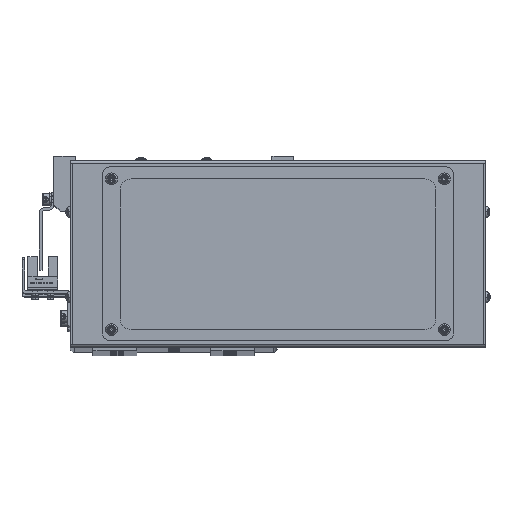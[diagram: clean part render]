
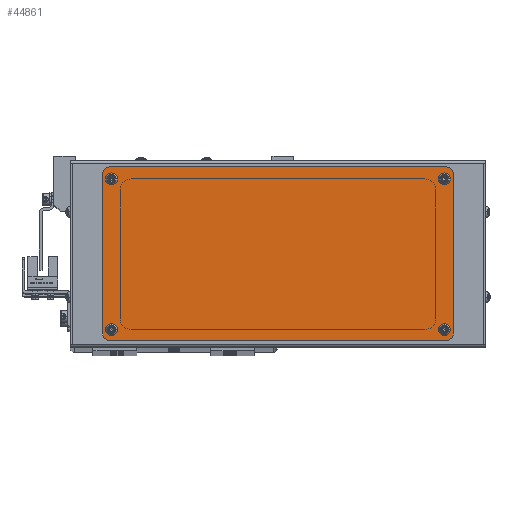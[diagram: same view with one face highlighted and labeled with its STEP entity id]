
A CAD part, top view. The second image highlights one B-rep face of the part: STEP entity #44861.
In plain terms, the highlighted face is planar.
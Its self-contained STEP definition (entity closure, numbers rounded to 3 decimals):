
#1205 = EDGE_CURVE ( 'NONE', #38114, #49972, #56315, .T. ) ;
#2217 = AXIS2_PLACEMENT_3D ( 'NONE', #43738, #7992, #49738 ) ;
#3480 = CARTESIAN_POINT ( 'NONE',  ( 80.25, 36.75, 0. ) ) ;
#3734 = VERTEX_POINT ( 'NONE', #39165 ) ;
#3749 = LINE ( 'NONE', #57568, #49450 ) ;
#5018 = CIRCLE ( 'NONE', #52754, 1.7 ) ;
#5088 = CARTESIAN_POINT ( 'NONE',  ( -80.25, -36.75, 0. ) ) ;
#6900 = CARTESIAN_POINT ( 'NONE',  ( 77.95, 34.25, 0. ) ) ;
#7162 = DIRECTION ( 'NONE',  ( 0., 0., 1. ) ) ;
#7418 = EDGE_CURVE ( 'NONE', #37055, #7782, #15507, .T. ) ;
#7457 = ORIENTED_EDGE ( 'NONE', *, *, #36988, .F. ) ;
#7782 = VERTEX_POINT ( 'NONE', #40009 ) ;
#7992 = DIRECTION ( 'NONE',  ( 0., 0., 1. ) ) ;
#8649 = ORIENTED_EDGE ( 'NONE', *, *, #15257, .F. ) ;
#9033 = VERTEX_POINT ( 'NONE', #10194 ) ;
#10194 = CARTESIAN_POINT ( 'NONE',  ( -77.95, -34.75, 0. ) ) ;
#10407 = AXIS2_PLACEMENT_3D ( 'NONE', #18917, #60585, #24901 ) ;
#11496 = EDGE_CURVE ( 'NONE', #3734, #59605, #26203, .T. ) ;
#11611 = FACE_BOUND ( 'NONE', #52308, .T. ) ;
#12270 = CIRCLE ( 'NONE', #37847, 3. ) ;
#14378 = DIRECTION ( 'NONE',  ( 0., 0., 1. ) ) ;
#14623 = AXIS2_PLACEMENT_3D ( 'NONE', #59342, #23658, #65297 ) ;
#14981 = CARTESIAN_POINT ( 'NONE',  ( 76.25, 34.25, 0. ) ) ;
#15257 = EDGE_CURVE ( 'NONE', #59605, #27196, #58676, .T. ) ;
#15507 = CIRCLE ( 'NONE', #10407, 3. ) ;
#15562 = ORIENTED_EDGE ( 'NONE', *, *, #37786, .T. ) ;
#17806 = ORIENTED_EDGE ( 'NONE', *, *, #30977, .T. ) ;
#18917 = CARTESIAN_POINT ( 'NONE',  ( -77.25, -36.75, 0. ) ) ;
#19092 = DIRECTION ( 'NONE',  ( 0., 0., 1. ) ) ;
#20827 = EDGE_CURVE ( 'NONE', #68622, #63971, #42211, .T. ) ;
#20990 = DIRECTION ( 'NONE',  ( 1., 0., 0. ) ) ;
#22139 = EDGE_CURVE ( 'NONE', #7782, #34152, #3749, .T. ) ;
#23327 = ORIENTED_EDGE ( 'NONE', *, *, #22139, .F. ) ;
#23658 = DIRECTION ( 'NONE',  ( 0., 0., 1. ) ) ;
#23688 = EDGE_CURVE ( 'NONE', #25351, #3734, #47467, .T. ) ;
#24822 = VERTEX_POINT ( 'NONE', #45553 ) ;
#24901 = DIRECTION ( 'NONE',  ( 1., 0., 0. ) ) ;
#25351 = VERTEX_POINT ( 'NONE', #68330 ) ;
#26203 = CIRCLE ( 'NONE', #14623, 3. ) ;
#26621 = CARTESIAN_POINT ( 'NONE',  ( -76.25, -34.75, 0. ) ) ;
#27196 = VERTEX_POINT ( 'NONE', #76587 ) ;
#27523 = CIRCLE ( 'NONE', #69594, 1.7 ) ;
#27818 = EDGE_CURVE ( 'NONE', #68914, #24822, #5018, .T. ) ;
#29943 = EDGE_CURVE ( 'NONE', #27196, #59902, #70774, .T. ) ;
#30304 = CARTESIAN_POINT ( 'NONE',  ( 76.25, -34.75, 0. ) ) ;
#30686 = DIRECTION ( 'NONE',  ( 0., -1., 0. ) ) ;
#30977 = EDGE_CURVE ( 'NONE', #49972, #38114, #66948, .T. ) ;
#32030 = AXIS2_PLACEMENT_3D ( 'NONE', #54794, #19092, #60757 ) ;
#32361 = DIRECTION ( 'NONE',  ( 0., 0., 1. ) ) ;
#32635 = DIRECTION ( 'NONE',  ( 1., 0., 0. ) ) ;
#33270 = EDGE_LOOP ( 'NONE', ( #65404, #8649, #47486, #37849, #7457, #23327, #76881, #61699 ) ) ;
#33385 = AXIS2_PLACEMENT_3D ( 'NONE', #67949, #32361, #73920 ) ;
#33492 = VECTOR ( 'NONE', #45221, 1000. ) ;
#34152 = VERTEX_POINT ( 'NONE', #70074 ) ;
#34190 = DIRECTION ( 'NONE',  ( 0., 0., 1. ) ) ;
#34463 = CIRCLE ( 'NONE', #64462, 1.7 ) ;
#34527 = DIRECTION ( 'NONE',  ( 0., 0., 1. ) ) ;
#34938 = DIRECTION ( 'NONE',  ( 0., 0., 1. ) ) ;
#36300 = DIRECTION ( 'NONE',  ( 1., 0., 0. ) ) ;
#36988 = EDGE_CURVE ( 'NONE', #34152, #25351, #12270, .T. ) ;
#37055 = VERTEX_POINT ( 'NONE', #5088 ) ;
#37786 = EDGE_CURVE ( 'NONE', #24822, #68914, #67095, .T. ) ;
#37847 = AXIS2_PLACEMENT_3D ( 'NONE', #42906, #7162, #48887 ) ;
#37849 = ORIENTED_EDGE ( 'NONE', *, *, #23688, .F. ) ;
#38114 = VERTEX_POINT ( 'NONE', #66135 ) ;
#38120 = PLANE ( 'NONE',  #50273 ) ;
#38404 = ORIENTED_EDGE ( 'NONE', *, *, #46573, .T. ) ;
#38798 = CARTESIAN_POINT ( 'NONE',  ( 74.55, -34.75, 0. ) ) ;
#39165 = CARTESIAN_POINT ( 'NONE',  ( 80.25, 36.75, 0. ) ) ;
#39297 = EDGE_LOOP ( 'NONE', ( #38404, #52272 ) ) ;
#39888 = AXIS2_PLACEMENT_3D ( 'NONE', #26621, #68255, #32635 ) ;
#40009 = CARTESIAN_POINT ( 'NONE',  ( -77.25, -39.75, 0. ) ) ;
#40882 = AXIS2_PLACEMENT_3D ( 'NONE', #70147, #34527, #76107 ) ;
#41469 = FACE_BOUND ( 'NONE', #49367, .T. ) ;
#41538 = EDGE_CURVE ( 'NONE', #65741, #9033, #34463, .T. ) ;
#42211 = CIRCLE ( 'NONE', #2217, 1.7 ) ;
#42874 = VECTOR ( 'NONE', #58396, 1000. ) ;
#42906 = CARTESIAN_POINT ( 'NONE',  ( 77.25, -36.75, 0. ) ) ;
#43271 = CARTESIAN_POINT ( 'NONE',  ( 74.55, 34.25, 0. ) ) ;
#43738 = CARTESIAN_POINT ( 'NONE',  ( 76.25, 34.25, 0. ) ) ;
#44861 = ADVANCED_FACE ( 'NONE', ( #76781, #11611, #73025, #57308, #41469 ), #38120, .F. ) ;
#44881 = ORIENTED_EDGE ( 'NONE', *, *, #27818, .T. ) ;
#45221 = DIRECTION ( 'NONE',  ( 0., 1., 0. ) ) ;
#45553 = CARTESIAN_POINT ( 'NONE',  ( -74.55, 34.25, 0. ) ) ;
#46183 = CARTESIAN_POINT ( 'NONE',  ( -77.25, 39.75, 0. ) ) ;
#46573 = EDGE_CURVE ( 'NONE', #9033, #65741, #63199, .T. ) ;
#47165 = CARTESIAN_POINT ( 'NONE',  ( -80.25, 36.75, 0. ) ) ;
#47467 = LINE ( 'NONE', #3480, #33492 ) ;
#47486 = ORIENTED_EDGE ( 'NONE', *, *, #11496, .F. ) ;
#48887 = DIRECTION ( 'NONE',  ( 1., 0., 0. ) ) ;
#49367 = EDGE_LOOP ( 'NONE', ( #17806, #56887 ) ) ;
#49450 = VECTOR ( 'NONE', #51598, 1000. ) ;
#49738 = DIRECTION ( 'NONE',  ( 1., 0., 0. ) ) ;
#49972 = VERTEX_POINT ( 'NONE', #38798 ) ;
#50105 = CARTESIAN_POINT ( 'NONE',  ( -77.25, 36.75, 0. ) ) ;
#50273 = AXIS2_PLACEMENT_3D ( 'NONE', #50105, #14378, #56072 ) ;
#51598 = DIRECTION ( 'NONE',  ( 1., 0., 0. ) ) ;
#52272 = ORIENTED_EDGE ( 'NONE', *, *, #41538, .T. ) ;
#52308 = EDGE_LOOP ( 'NONE', ( #44881, #15562 ) ) ;
#52754 = AXIS2_PLACEMENT_3D ( 'NONE', #70519, #34938, #76494 ) ;
#54794 = CARTESIAN_POINT ( 'NONE',  ( 76.25, -34.75, 0. ) ) ;
#56072 = DIRECTION ( 'NONE',  ( 1., 0., 0. ) ) ;
#56315 = CIRCLE ( 'NONE', #66406, 1.7 ) ;
#56701 = DIRECTION ( 'NONE',  ( 0., 0., 1. ) ) ;
#56887 = ORIENTED_EDGE ( 'NONE', *, *, #1205, .T. ) ;
#57097 = EDGE_LOOP ( 'NONE', ( #75749, #59750 ) ) ;
#57308 = FACE_BOUND ( 'NONE', #57097, .T. ) ;
#57568 = CARTESIAN_POINT ( 'NONE',  ( 77.25, -39.75, 0. ) ) ;
#58396 = DIRECTION ( 'NONE',  ( -1., 0., 0. ) ) ;
#58676 = LINE ( 'NONE', #46183, #42874 ) ;
#59342 = CARTESIAN_POINT ( 'NONE',  ( 77.25, 36.75, 0. ) ) ;
#59605 = VERTEX_POINT ( 'NONE', #67938 ) ;
#59750 = ORIENTED_EDGE ( 'NONE', *, *, #69236, .T. ) ;
#59902 = VERTEX_POINT ( 'NONE', #47165 ) ;
#60585 = DIRECTION ( 'NONE',  ( 0., 0., 1. ) ) ;
#60757 = DIRECTION ( 'NONE',  ( 1., 0., 0. ) ) ;
#61699 = ORIENTED_EDGE ( 'NONE', *, *, #69004, .F. ) ;
#63199 = CIRCLE ( 'NONE', #39888, 1.7 ) ;
#63971 = VERTEX_POINT ( 'NONE', #6900 ) ;
#64462 = AXIS2_PLACEMENT_3D ( 'NONE', #69780, #34190, #75766 ) ;
#65297 = DIRECTION ( 'NONE',  ( 1., 0., 0. ) ) ;
#65301 = CARTESIAN_POINT ( 'NONE',  ( -77.95, 34.25, 0. ) ) ;
#65404 = ORIENTED_EDGE ( 'NONE', *, *, #29943, .F. ) ;
#65741 = VERTEX_POINT ( 'NONE', #65772 ) ;
#65772 = CARTESIAN_POINT ( 'NONE',  ( -74.55, -34.75, 0. ) ) ;
#66135 = CARTESIAN_POINT ( 'NONE',  ( 77.95, -34.75, 0. ) ) ;
#66406 = AXIS2_PLACEMENT_3D ( 'NONE', #30304, #71881, #36300 ) ;
#66948 = CIRCLE ( 'NONE', #32030, 1.7 ) ;
#67095 = CIRCLE ( 'NONE', #33385, 1.7 ) ;
#67938 = CARTESIAN_POINT ( 'NONE',  ( 77.25, 39.75, 0. ) ) ;
#67949 = CARTESIAN_POINT ( 'NONE',  ( -76.25, 34.25, 0. ) ) ;
#68255 = DIRECTION ( 'NONE',  ( 0., 0., 1. ) ) ;
#68330 = CARTESIAN_POINT ( 'NONE',  ( 80.25, -36.75, 0. ) ) ;
#68506 = VECTOR ( 'NONE', #30686, 1000. ) ;
#68622 = VERTEX_POINT ( 'NONE', #43271 ) ;
#68914 = VERTEX_POINT ( 'NONE', #65301 ) ;
#69004 = EDGE_CURVE ( 'NONE', #59902, #37055, #70337, .T. ) ;
#69236 = EDGE_CURVE ( 'NONE', #63971, #68622, #27523, .T. ) ;
#69594 = AXIS2_PLACEMENT_3D ( 'NONE', #14981, #56701, #20990 ) ;
#69780 = CARTESIAN_POINT ( 'NONE',  ( -76.25, -34.75, 0. ) ) ;
#70074 = CARTESIAN_POINT ( 'NONE',  ( 77.25, -39.75, 0. ) ) ;
#70147 = CARTESIAN_POINT ( 'NONE',  ( -77.25, 36.75, 0. ) ) ;
#70337 = LINE ( 'NONE', #72020, #68506 ) ;
#70519 = CARTESIAN_POINT ( 'NONE',  ( -76.25, 34.25, 0. ) ) ;
#70774 = CIRCLE ( 'NONE', #40882, 3. ) ;
#71881 = DIRECTION ( 'NONE',  ( 0., 0., 1. ) ) ;
#72020 = CARTESIAN_POINT ( 'NONE',  ( -80.25, -36.75, 0. ) ) ;
#73025 = FACE_OUTER_BOUND ( 'NONE', #33270, .T. ) ;
#73920 = DIRECTION ( 'NONE',  ( 1., 0., 0. ) ) ;
#75749 = ORIENTED_EDGE ( 'NONE', *, *, #20827, .T. ) ;
#75766 = DIRECTION ( 'NONE',  ( 1., 0., 0. ) ) ;
#76107 = DIRECTION ( 'NONE',  ( 1., 0., 0. ) ) ;
#76494 = DIRECTION ( 'NONE',  ( 1., 0., 0. ) ) ;
#76587 = CARTESIAN_POINT ( 'NONE',  ( -77.25, 39.75, 0. ) ) ;
#76781 = FACE_BOUND ( 'NONE', #39297, .T. ) ;
#76881 = ORIENTED_EDGE ( 'NONE', *, *, #7418, .F. ) ;
